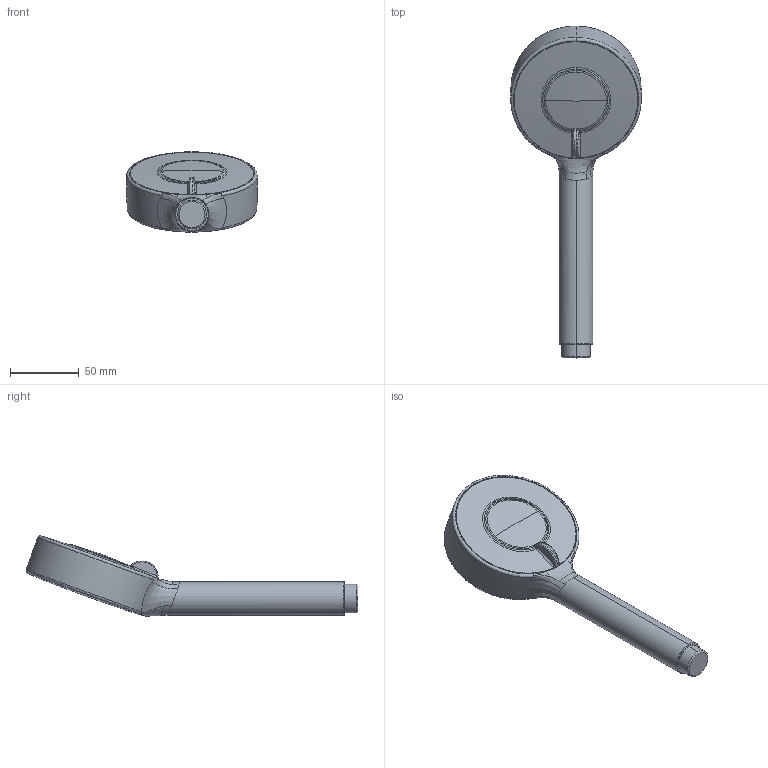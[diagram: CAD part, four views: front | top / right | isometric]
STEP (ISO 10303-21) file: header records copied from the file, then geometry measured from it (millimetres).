
FILE_DESCRIPTION (( 'STEP AP203' ), '1' );
FILE_NAME ('4463030033(2020).STEP', '2020-12-03T12:10:22', ( '' ), ( '' ), 'SwSTEP 2.0', 'SolidWorks 2016', '' );
FILE_SCHEMA (( 'CONFIG_CONTROL_DESIGN' ));
Length unit declared in the file: millimetre
Products named in the file (1): 4463030033(2020)
Bounding box: 94.95 x 241.44 x 58.42 mm (x, y, z)
Volume: 284657.6 mm3; surface area: 33678.1 mm2
Topology: 1 solids, 1 shells, 65 faces, 177 edges, 114 vertices
Faces by surface type: bspline 45, cylinder 7, torus 5, plane 3, cone 3, sphere 2
Entity records: 10306 total; most frequent: CARTESIAN_POINT 9012, ORIENTED_EDGE 350, EDGE_CURVE 175, B_SPLINE_CURVE_WITH_KNOTS 135, VERTEX_POINT 114, DIRECTION 105, EDGE_LOOP 67, ADVANCED_FACE 65
